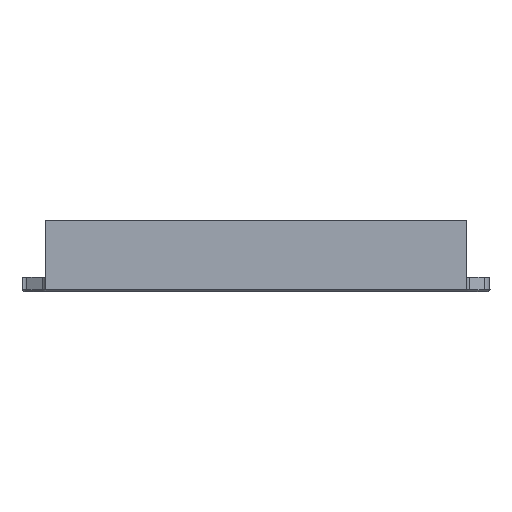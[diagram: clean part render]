
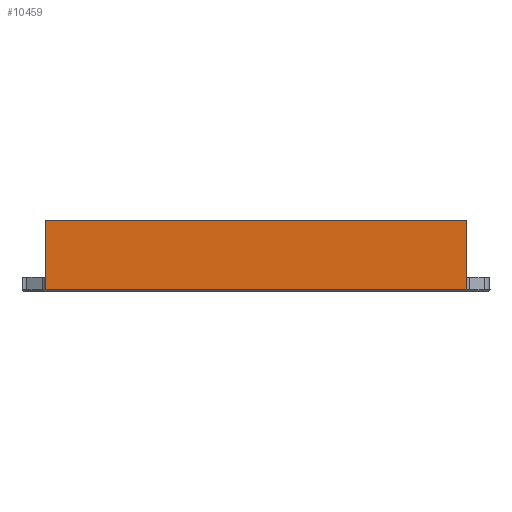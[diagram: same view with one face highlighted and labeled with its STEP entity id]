
A CAD part, front view. The second image highlights one B-rep face of the part: STEP entity #10459.
In plain terms, the highlighted planar face has unit normal (0, -1, 0).
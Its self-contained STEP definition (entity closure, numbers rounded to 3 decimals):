
#963=FACE_OUTER_BOUND('',#1524,.T.);
#1524=EDGE_LOOP('',(#9496,#9497,#9498,#9499));
#2472=LINE('',#17068,#3461);
#2839=LINE('',#18165,#3828);
#2842=LINE('',#18174,#3831);
#2886=LINE('',#18268,#3875);
#3461=VECTOR('',#13135,10.);
#3828=VECTOR('',#14202,10.);
#3831=VECTOR('',#14211,10.);
#3875=VECTOR('',#14345,10.);
#4645=VERTEX_POINT('',#17063);
#4646=VERTEX_POINT('',#17067);
#4900=VERTEX_POINT('',#18164);
#4903=VERTEX_POINT('',#18172);
#5903=EDGE_CURVE('',#4645,#4646,#2472,.T.);
#6398=EDGE_CURVE('',#4900,#4646,#2839,.T.);
#6403=EDGE_CURVE('',#4645,#4903,#2842,.T.);
#6448=EDGE_CURVE('',#4900,#4903,#2886,.T.);
#9496=ORIENTED_EDGE('',*,*,#5903,.F.);
#9497=ORIENTED_EDGE('',*,*,#6403,.T.);
#9498=ORIENTED_EDGE('',*,*,#6448,.F.);
#9499=ORIENTED_EDGE('',*,*,#6398,.T.);
#9932=PLANE('',#11458);
#10459=ADVANCED_FACE('',(#963),#9932,.T.);
#11458=AXIS2_PLACEMENT_3D('',#18267,#14343,#14344);
#13135=DIRECTION('',(-1.,0.,0.));
#14202=DIRECTION('',(0.,0.,-1.));
#14211=DIRECTION('',(0.,0.,1.));
#14343=DIRECTION('center_axis',(0.,-1.,0.));
#14344=DIRECTION('ref_axis',(0.,0.,
-1.));
#14345=DIRECTION('',(1.,0.,0.));
#17063=CARTESIAN_POINT('',(44.2,-20.,0.4));
#17067=CARTESIAN_POINT('',(-44.2,-20.,0.4));
#17068=CARTESIAN_POINT('',(-114.,-20.,0.4));
#18164=CARTESIAN_POINT('',(-44.2,-20.,15.));
#18165=CARTESIAN_POINT('',(-44.2,-20.,7.5));
#18172=CARTESIAN_POINT('',(44.2,-20.,15.));
#18174=CARTESIAN_POINT('',(44.2,-20.,7.5));
#18267=CARTESIAN_POINT('Origin',(-114.,-20.,15.));
#18268=CARTESIAN_POINT('',(-114.,-20.,15.));
